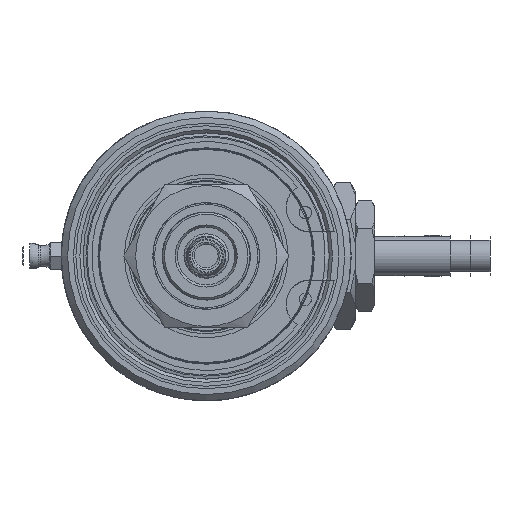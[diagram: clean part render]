
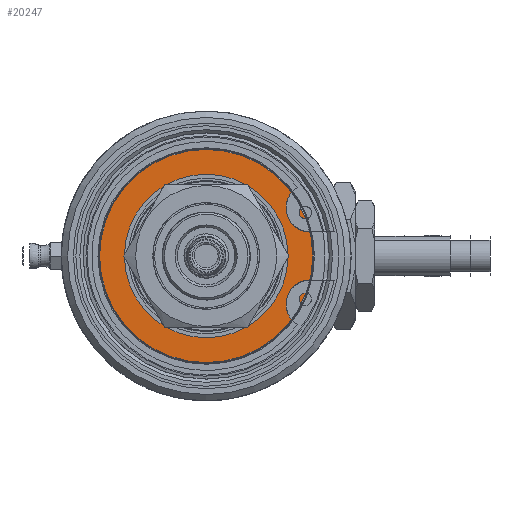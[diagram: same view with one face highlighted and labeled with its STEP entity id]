
A CAD part, left-side view. The second image highlights one B-rep face of the part: STEP entity #20247.
In plain terms, the highlighted planar face has unit normal (-1, 0, 0).
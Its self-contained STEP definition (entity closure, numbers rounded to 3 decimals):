
#539=FACE_BOUND('',#3784,.T.);
#1412=PLANE('',#21466);
#2516=FACE_OUTER_BOUND('',#3783,.T.);
#3783=EDGE_LOOP('',(#18330));
#3784=EDGE_LOOP('',(#18331));
#7615=CIRCLE('',#21465,20.6);
#7616=CIRCLE('',#21467,26.85);
#9577=VERTEX_POINT('',#46414);
#9578=VERTEX_POINT('',#46418);
#12513=EDGE_CURVE('',#9577,#9577,#7615,.T.);
#12514=EDGE_CURVE('',#9578,#9578,#7616,.T.);
#18330=ORIENTED_EDGE('',*,*,#12514,.F.);
#18331=ORIENTED_EDGE('',*,*,#12513,.T.);
#20247=ADVANCED_FACE('',(#2516,#539),#1412,.T.);
#21465=AXIS2_PLACEMENT_3D('',#46416,#24948,#24949);
#21466=AXIS2_PLACEMENT_3D('',#46417,#24950,#24951);
#21467=AXIS2_PLACEMENT_3D('',#46419,#24952,#24953);
#24948=DIRECTION('center_axis',(1.,0.,0.));
#24949=DIRECTION('ref_axis',(0.,1.,0.));
#24950=DIRECTION('center_axis',(-1.,0.,0.));
#24951=DIRECTION('ref_axis',(0.,-1.,0.));
#24952=DIRECTION('center_axis',(1.,0.,0.));
#24953=DIRECTION('ref_axis',(0.,1.,0.));
#46414=CARTESIAN_POINT('',(35.35,-20.6,0.));
#46416=CARTESIAN_POINT('Origin',(35.35,0.,0.));
#46417=CARTESIAN_POINT('Origin',(35.35,23.725,0.));
#46418=CARTESIAN_POINT('',(35.35,-26.85,0.));
#46419=CARTESIAN_POINT('Origin',(35.35,0.,0.));
